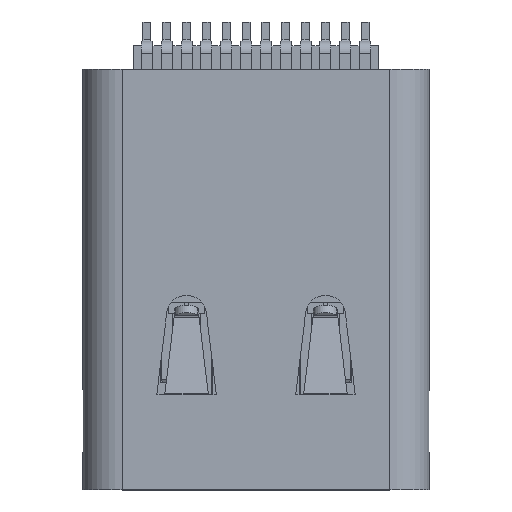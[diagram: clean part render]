
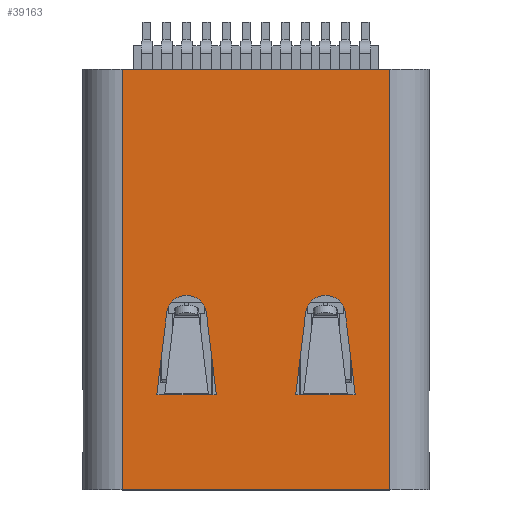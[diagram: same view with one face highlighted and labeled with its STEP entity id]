
A CAD part, top view. The second image highlights one B-rep face of the part: STEP entity #39163.
In plain terms, the highlighted face is planar.
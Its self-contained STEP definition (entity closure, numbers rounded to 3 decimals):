
#1350=PLANE('',#42155);
#4129=LINE('',#64595,#8794);
#4135=LINE('',#64626,#8800);
#4137=LINE('',#64630,#8802);
#4140=LINE('',#64636,#8805);
#4145=LINE('',#64648,#8810);
#4149=LINE('',#64656,#8814);
#4151=LINE('',#64660,#8816);
#4352=LINE('',#65272,#9017);
#4358=LINE('',#65303,#9023);
#4360=LINE('',#65307,#9025);
#4363=LINE('',#65313,#9028);
#4368=LINE('',#65325,#9033);
#4372=LINE('',#65332,#9037);
#4374=LINE('',#65340,#9039);
#4544=LINE('',#65794,#9209);
#4547=LINE('',#65806,#9212);
#4551=LINE('',#65818,#9216);
#4566=LINE('',#65846,#9231);
#4598=LINE('',#65900,#9263);
#4599=LINE('',#65902,#9264);
#4636=LINE('',#65967,#9301);
#4637=LINE('',#65969,#9302);
#8794=VECTOR('',#48285,1000.);
#8800=VECTOR('',#48305,1000.);
#8802=VECTOR('',#48309,1000.);
#8805=VECTOR('',#48314,1000.);
#8810=VECTOR('',#48321,1000.);
#8814=VECTOR('',#48327,1000.);
#8816=VECTOR('',#48331,1000.);
#9017=VECTOR('',#48844,1000.);
#9023=VECTOR('',#48864,1000.);
#9025=VECTOR('',#48868,1000.);
#9028=VECTOR('',#48873,1000.);
#9033=VECTOR('',#48880,1000.);
#9037=VECTOR('',#48886,1000.);
#9039=VECTOR('',#48896,1000.);
#9209=VECTOR('',#49304,1000.);
#9212=VECTOR('',#49315,1000.);
#9216=VECTOR('',#49325,1000.);
#9231=VECTOR('',#49348,1000.);
#9263=VECTOR('',#49420,1000.);
#9264=VECTOR('',#49423,1000.);
#9301=VECTOR('',#49516,1000.);
#9302=VECTOR('',#49519,1000.);
#18480=ORIENTED_EDGE('',*,*,#26354,.F.);
#18481=ORIENTED_EDGE('',*,*,#26348,.F.);
#18482=ORIENTED_EDGE('',*,*,#26372,.T.);
#18483=ORIENTED_EDGE('',*,*,#26342,.T.);
#18484=ORIENTED_EDGE('',*,*,#26104,.F.);
#18485=ORIENTED_EDGE('',*,*,#26102,.T.);
#18486=ORIENTED_EDGE('',*,*,#26091,.F.);
#18487=ORIENTED_EDGE('',*,*,#26407,.T.);
#18488=ORIENTED_EDGE('',*,*,#26107,.T.);
#18489=ORIENTED_EDGE('',*,*,#26406,.F.);
#18490=ORIENTED_EDGE('',*,*,#26120,.F.);
#18491=ORIENTED_EDGE('',*,*,#26117,.F.);
#18492=ORIENTED_EDGE('',*,*,#26112,.F.);
#18493=ORIENTED_EDGE('',*,*,#26116,.F.);
#18494=ORIENTED_EDGE('',*,*,#25799,.F.);
#18495=ORIENTED_EDGE('',*,*,#25797,.T.);
#18496=ORIENTED_EDGE('',*,*,#25786,.F.);
#18497=ORIENTED_EDGE('',*,*,#26445,.T.);
#18498=ORIENTED_EDGE('',*,*,#25802,.T.);
#18499=ORIENTED_EDGE('',*,*,#26444,.F.);
#18500=ORIENTED_EDGE('',*,*,#25807,.F.);
#18501=ORIENTED_EDGE('',*,*,#25816,.F.);
#18502=ORIENTED_EDGE('',*,*,#25813,.F.);
#18503=ORIENTED_EDGE('',*,*,#25811,.F.);
#25786=EDGE_CURVE('',#30615,#30616,#4129,.T.);
#25797=EDGE_CURVE('',#30618,#30616,#4135,.T.);
#25799=EDGE_CURVE('',#30618,#30619,#4137,.T.);
#25802=EDGE_CURVE('',#30621,#30622,#4140,.T.);
#25807=EDGE_CURVE('',#30626,#30627,#4145,.T.);
#25811=EDGE_CURVE('',#30619,#30630,#4149,.T.);
#25813=EDGE_CURVE('',#30630,#30631,#4151,.T.);
#25816=EDGE_CURVE('',#30631,#30626,#32919,.T.);
#26091=EDGE_CURVE('',#30773,#30774,#4352,.T.);
#26102=EDGE_CURVE('',#30776,#30774,#4358,.T.);
#26104=EDGE_CURVE('',#30776,#30777,#4360,.T.);
#26107=EDGE_CURVE('',#30779,#30780,#4363,.T.);
#26112=EDGE_CURVE('',#30784,#30785,#4368,.T.);
#26116=EDGE_CURVE('',#30777,#30784,#4372,.T.);
#26117=EDGE_CURVE('',#30785,#30787,#32973,.T.);
#26120=EDGE_CURVE('',#30787,#30789,#4374,.T.);
#26342=EDGE_CURVE('',#30890,#30889,#4544,.T.);
#26348=EDGE_CURVE('',#30894,#30895,#4547,.T.);
#26354=EDGE_CURVE('',#30895,#30889,#4551,.T.);
#26372=EDGE_CURVE('',#30894,#30890,#4566,.T.);
#26406=EDGE_CURVE('',#30789,#30780,#4598,.T.);
#26407=EDGE_CURVE('',#30773,#30779,#4599,.T.);
#26444=EDGE_CURVE('',#30627,#30622,#4636,.T.);
#26445=EDGE_CURVE('',#30615,#30621,#4637,.T.);
#30615=VERTEX_POINT('',#64594);
#30616=VERTEX_POINT('',#64596);
#30618=VERTEX_POINT('',#64627);
#30619=VERTEX_POINT('',#64631);
#30621=VERTEX_POINT('',#64637);
#30622=VERTEX_POINT('',#64638);
#30626=VERTEX_POINT('',#64647);
#30627=VERTEX_POINT('',#64649);
#30630=VERTEX_POINT('',#64657);
#30631=VERTEX_POINT('',#64661);
#30773=VERTEX_POINT('',#65271);
#30774=VERTEX_POINT('',#65273);
#30776=VERTEX_POINT('',#65304);
#30777=VERTEX_POINT('',#65308);
#30779=VERTEX_POINT('',#65314);
#30780=VERTEX_POINT('',#65315);
#30784=VERTEX_POINT('',#65324);
#30785=VERTEX_POINT('',#65326);
#30787=VERTEX_POINT('',#65335);
#30789=VERTEX_POINT('',#65341);
#30889=VERTEX_POINT('',#65793);
#30890=VERTEX_POINT('',#65795);
#30894=VERTEX_POINT('',#65805);
#30895=VERTEX_POINT('',#65807);
#32919=CIRCLE('',#41806,0.504);
#32973=CIRCLE('',#41973,0.504);
#34493=EDGE_LOOP('',(#18480,#18481,#18482,#18483));
#34494=EDGE_LOOP('',(#18484,#18485,#18486,#18487,#18488,#18489,#18490,#18491,
#18492,#18493));
#34495=EDGE_LOOP('',(#18494,#18495,#18496,#18497,#18498,#18499,#18500,#18501,
#18502,#18503));
#36674=FACE_BOUND('',#34493,.T.);
#36675=FACE_BOUND('',#34494,.T.);
#36676=FACE_BOUND('',#34495,.T.);
#39163=ADVANCED_FACE('',(#36674,#36675,#36676),#1350,.T.);
#41806=AXIS2_PLACEMENT_3D('',#64666,#48336,#48337);
#41973=AXIS2_PLACEMENT_3D('',#65334,#48889,#48890);
#42155=AXIS2_PLACEMENT_3D('',#65968,#49517,#49518);
#48285=DIRECTION('',(-1.,0.,0.));
#48305=DIRECTION('',(1.,0.,0.));
#48309=DIRECTION('',(0.,0.,-1.));
#48314=DIRECTION('',(0.,0.,-1.));
#48321=DIRECTION('',(0.121,0.,0.993));
#48327=DIRECTION('',(-1.,0.,0.));
#48331=DIRECTION('',(0.121,0.,-0.993));
#48336=DIRECTION('',(0.,-1.,0.));
#48337=DIRECTION('',(0.,0.,1.));
#48844=DIRECTION('',(-1.,0.,0.));
#48864=DIRECTION('',(1.,0.,0.));
#48868=DIRECTION('',(0.,0.,-1.));
#48873=DIRECTION('',(0.,0.,-1.));
#48880=DIRECTION('',(0.121,0.,-0.993));
#48886=DIRECTION('',(-1.,0.,0.));
#48889=DIRECTION('',(0.,-1.,0.));
#48890=DIRECTION('',(0.,0.,1.));
#48896=DIRECTION('',(0.121,0.,0.993));
#49304=DIRECTION('',(0.,0.,1.));
#49315=DIRECTION('',(0.,0.,1.));
#49325=DIRECTION('',(1.,0.,0.));
#49348=DIRECTION('',(1.,0.,0.));
#49420=DIRECTION('',(-1.,0.,0.));
#49423=DIRECTION('',(1.,0.,0.));
#49516=DIRECTION('',(-1.,0.,0.));
#49517=DIRECTION('',(0.,-1.,0.));
#49518=DIRECTION('',(-1.,0.,0.));
#49519=DIRECTION('',(1.,0.,0.));
#64594=CARTESIAN_POINT('',(-1.2,-1.48,2.435));
#64595=CARTESIAN_POINT('',(-1.2,-1.48,2.435));
#64596=CARTESIAN_POINT('',(-2.3,-1.48,2.435));
#64626=CARTESIAN_POINT('',(-1.2,-1.48,2.435));
#64627=CARTESIAN_POINT('',(-2.302,-1.48,2.435));
#64630=CARTESIAN_POINT('',(-2.302,-1.48,2.435));
#64631=CARTESIAN_POINT('',(-2.302,-1.48,2.425));
#64636=CARTESIAN_POINT('',(-1.198,-1.48,2.435));
#64637=CARTESIAN_POINT('',(-1.198,-1.48,2.435));
#64638=CARTESIAN_POINT('',(-1.198,-1.48,2.425));
#64647=CARTESIAN_POINT('',(-1.25,-1.48,0.368));
#64648=CARTESIAN_POINT('',(-1.25,-1.48,0.368));
#64649=CARTESIAN_POINT('',(-1.,-1.48,2.425));
#64656=CARTESIAN_POINT('',(-2.3,-1.48,2.425));
#64657=CARTESIAN_POINT('',(-2.5,-1.48,2.425));
#64660=CARTESIAN_POINT('',(-2.5,-1.48,2.425));
#64661=CARTESIAN_POINT('',(-2.25,-1.48,0.368));
#64666=CARTESIAN_POINT('',(-1.75,-1.48,0.429));
#65271=CARTESIAN_POINT('',(2.3,-1.48,2.435));
#65272=CARTESIAN_POINT('',(2.3,-1.48,2.435));
#65273=CARTESIAN_POINT('',(1.2,-1.48,2.435));
#65303=CARTESIAN_POINT('',(2.3,-1.48,2.435));
#65304=CARTESIAN_POINT('',(1.198,-1.48,2.435));
#65307=CARTESIAN_POINT('',(1.198,-1.48,2.435));
#65308=CARTESIAN_POINT('',(1.198,-1.48,2.425));
#65313=CARTESIAN_POINT('',(2.302,-1.48,2.435));
#65314=CARTESIAN_POINT('',(2.302,-1.48,2.435));
#65315=CARTESIAN_POINT('',(2.302,-1.48,2.425));
#65324=CARTESIAN_POINT('',(1.,-1.48,2.425));
#65325=CARTESIAN_POINT('',(1.,-1.48,2.425));
#65326=CARTESIAN_POINT('',(1.25,-1.48,0.368));
#65332=CARTESIAN_POINT('',(1.,-1.48,2.425));
#65334=CARTESIAN_POINT('',(1.75,-1.48,0.429));
#65335=CARTESIAN_POINT('',(2.25,-1.48,0.368));
#65340=CARTESIAN_POINT('',(2.25,-1.48,0.368));
#65341=CARTESIAN_POINT('',(2.5,-1.48,2.425));
#65793=CARTESIAN_POINT('',(3.37,-1.48,4.825));
#65794=CARTESIAN_POINT('',(3.37,-1.48,-5.775));
#65795=CARTESIAN_POINT('',(3.37,-1.48,-5.775));
#65805=CARTESIAN_POINT('',(-3.37,-1.48,-5.775));
#65806=CARTESIAN_POINT('',(-3.37,-1.48,-5.775));
#65807=CARTESIAN_POINT('',(-3.37,-1.48,4.825));
#65818=CARTESIAN_POINT('',(3.37,-1.48,4.825));
#65846=CARTESIAN_POINT('',(3.37,-1.48,-5.775));
#65900=CARTESIAN_POINT('',(2.3,-1.48,2.425));
#65902=CARTESIAN_POINT('',(2.3,-1.48,2.435));
#65967=CARTESIAN_POINT('',(-1.,-1.48,2.425));
#65968=CARTESIAN_POINT('',(3.37,-1.48,-5.775));
#65969=CARTESIAN_POINT('',(-1.2,-1.48,2.435));
